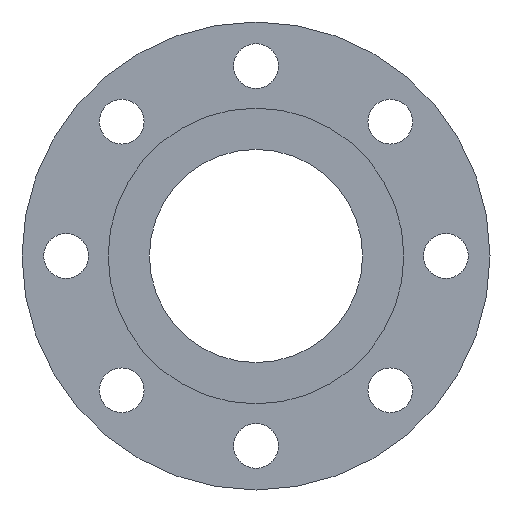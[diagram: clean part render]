
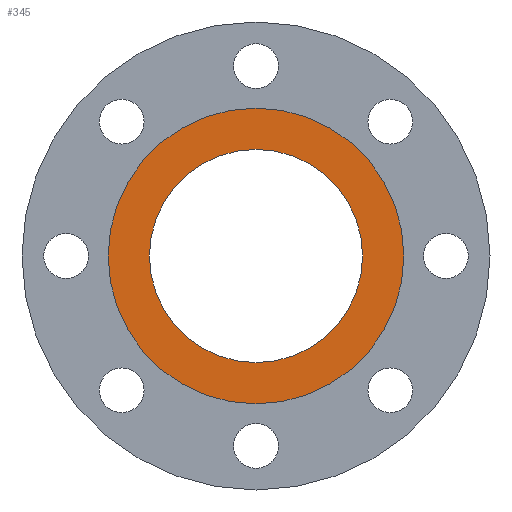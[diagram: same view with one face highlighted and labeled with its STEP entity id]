
A CAD part, front view. The second image highlights one B-rep face of the part: STEP entity #345.
In plain terms, the highlighted planar face has unit normal (0, -1, 0).
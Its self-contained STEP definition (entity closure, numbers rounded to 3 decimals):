
#26 = DIRECTION ( 'NONE',  ( 0., 1., 0. ) ) ;
#56 = EDGE_CURVE ( 'NONE', #712, #60, #784, .T. ) ;
#60 = VERTEX_POINT ( 'NONE', #707 ) ;
#71 = PLANE ( 'NONE',  #429 ) ;
#116 = DIRECTION ( 'NONE',  ( 0., 0., 1. ) ) ;
#117 = DIRECTION ( 'NONE',  ( 0., 0., 1. ) ) ;
#249 = DIRECTION ( 'NONE',  ( 0., 0., -1. ) ) ;
#259 = DIRECTION ( 'NONE',  ( 0., 1., 0. ) ) ;
#284 = CARTESIAN_POINT ( 'NONE',  ( 0., 0., 0. ) ) ;
#285 = DIRECTION ( 'NONE',  ( 0., 0., 1. ) ) ;
#315 = CARTESIAN_POINT ( 'NONE',  ( 0., 0., -109. ) ) ;
#345 = ADVANCED_FACE ( 'NONE', ( #780, #783 ), #71, .T. ) ;
#358 = CIRCLE ( 'NONE', #868, 78.55 ) ;
#413 = CARTESIAN_POINT ( 'NONE',  ( 0., 0., 78.55 ) ) ;
#417 = DIRECTION ( 'NONE',  ( 0., 0., 1. ) ) ;
#429 = AXIS2_PLACEMENT_3D ( 'NONE', #413, #744, #249 ) ;
#437 = CARTESIAN_POINT ( 'NONE',  ( 0., 0., 0. ) ) ;
#525 = CIRCLE ( 'NONE', #1044, 109. ) ;
#619 = CARTESIAN_POINT ( 'NONE',  ( 0., 0., 0. ) ) ;
#666 = CIRCLE ( 'NONE', #1094, 109. ) ;
#694 = CARTESIAN_POINT ( 'NONE',  ( 0., 0., 0. ) ) ;
#707 = CARTESIAN_POINT ( 'NONE',  ( 0., 0., -78.55 ) ) ;
#712 = VERTEX_POINT ( 'NONE', #892 ) ;
#717 = VERTEX_POINT ( 'NONE', #1070 ) ;
#742 = EDGE_LOOP ( 'NONE', ( #1027, #988 ) ) ;
#744 = DIRECTION ( 'NONE',  ( 0., -1., 0. ) ) ;
#780 = FACE_BOUND ( 'NONE', #1064, .T. ) ;
#783 = FACE_OUTER_BOUND ( 'NONE', #742, .T. ) ;
#784 = CIRCLE ( 'NONE', #935, 78.55 ) ;
#816 = VERTEX_POINT ( 'NONE', #315 ) ;
#868 = AXIS2_PLACEMENT_3D ( 'NONE', #619, #873, #117 ) ;
#873 = DIRECTION ( 'NONE',  ( 0., 1., 0. ) ) ;
#892 = CARTESIAN_POINT ( 'NONE',  ( 0., 0., 78.55 ) ) ;
#893 = EDGE_CURVE ( 'NONE', #717, #816, #525, .T. ) ;
#935 = AXIS2_PLACEMENT_3D ( 'NONE', #284, #26, #116 ) ;
#988 = ORIENTED_EDGE ( 'NONE', *, *, #1063, .F. ) ;
#1010 = EDGE_CURVE ( 'NONE', #60, #712, #358, .T. ) ;
#1019 = ORIENTED_EDGE ( 'NONE', *, *, #1010, .T. ) ;
#1027 = ORIENTED_EDGE ( 'NONE', *, *, #893, .F. ) ;
#1044 = AXIS2_PLACEMENT_3D ( 'NONE', #437, #259, #417 ) ;
#1052 = DIRECTION ( 'NONE',  ( 0., 1., 0. ) ) ;
#1063 = EDGE_CURVE ( 'NONE', #816, #717, #666, .T. ) ;
#1064 = EDGE_LOOP ( 'NONE', ( #1069, #1019 ) ) ;
#1069 = ORIENTED_EDGE ( 'NONE', *, *, #56, .T. ) ;
#1070 = CARTESIAN_POINT ( 'NONE',  ( 0., 0., 109. ) ) ;
#1094 = AXIS2_PLACEMENT_3D ( 'NONE', #694, #1052, #285 ) ;
